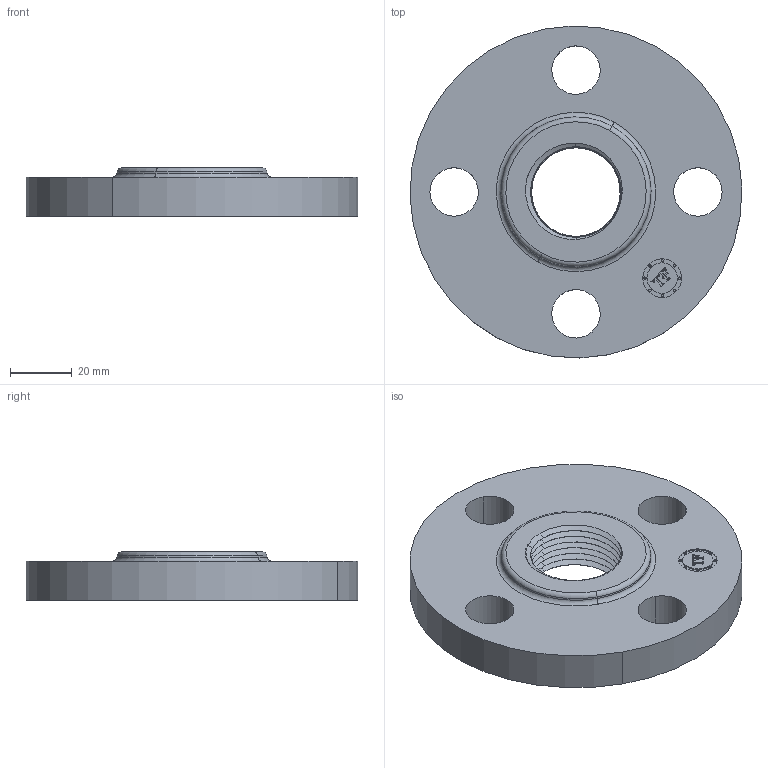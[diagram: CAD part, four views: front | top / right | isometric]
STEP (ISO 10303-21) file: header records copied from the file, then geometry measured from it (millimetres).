
FILE_DESCRIPTION(('3D STEP'),'2;1');
FILE_NAME('1-150-THREADED-FF-FLANGE.stp','2013-01-24T06:54:59+00:00',('Texas Flange'),(''),'CATIA Version 5 Release 20 SP 6 (IN-10)','CATIA V5 STEP AP214','800-826-3801');
FILE_SCHEMA(('AUTOMOTIVE_DESIGN { 1 0 10303 214 1 1 1 1 }'));
Length unit declared in the file: inch
Products named in the file (1): 1-150-THREADED-FF-FLANGE
Bounding box: 107.92 x 107.92 x 15.75 mm (x, y, z)
Volume: 100219.7 mm3; surface area: 25247.3 mm2
Topology: 1 solids, 1 shells, 483 faces, 1327 edges, 864 vertices
Faces by surface type: plane 368, bspline 63, cylinder 30, cone 18, torus 4
Entity records: 18911 total; most frequent: CARTESIAN_POINT 4725, ORIENTED_EDGE 2654, DIRECTION 1891, EDGE_CURVE 1327, VECTOR 1091, LINE 1091, VERTEX_POINT 864, EDGE_LOOP 511
